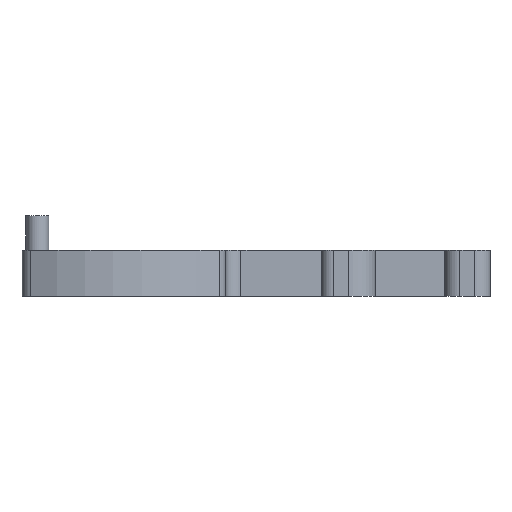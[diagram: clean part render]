
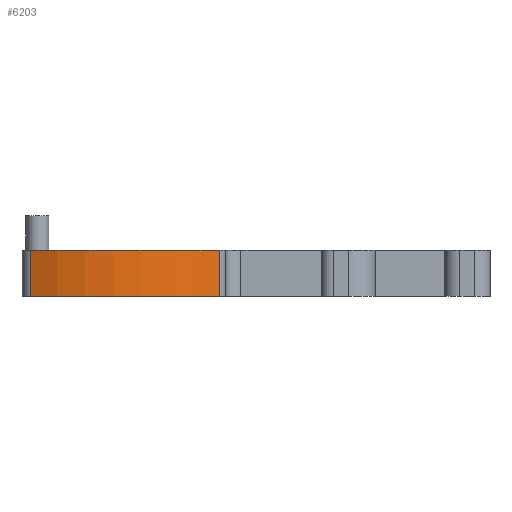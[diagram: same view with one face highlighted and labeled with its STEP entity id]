
A CAD part, left-side view. The second image highlights one B-rep face of the part: STEP entity #6203.
In plain terms, the highlighted cylindrical face has radius 46 mm (diameter 92 mm), a partial arc.
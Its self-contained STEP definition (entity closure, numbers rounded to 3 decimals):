
#35=CYLINDRICAL_SURFACE('',#6450,46.);
#62=CIRCLE('',#6383,46.);
#95=CIRCLE('',#6451,46.);
#833=FACE_OUTER_BOUND('',#1186,.T.);
#1186=EDGE_LOOP('',(#5575,#5576,#5577,#5578));
#1768=LINE('',#11597,#2356);
#1769=LINE('',#11601,#2357);
#2356=VECTOR('',#7485,10.);
#2357=VECTOR('',#7490,10.);
#2916=VERTEX_POINT('',#11419);
#2917=VERTEX_POINT('',#11421);
#2973=VERTEX_POINT('',#11595);
#2974=VERTEX_POINT('',#11599);
#3776=EDGE_CURVE('',#2916,#2917,#62,.F.);
#3861=EDGE_CURVE('',#2973,#2917,#1768,.T.);
#3862=EDGE_CURVE('',#2974,#2973,#95,.F.);
#3863=EDGE_CURVE('',#2974,#2916,#1769,.T.);
#5575=ORIENTED_EDGE('',*,*,#3862,.T.);
#5576=ORIENTED_EDGE('',*,*,#3861,.T.);
#5577=ORIENTED_EDGE('',*,*,#3776,.F.);
#5578=ORIENTED_EDGE('',*,*,#3863,.F.);
#6203=ADVANCED_FACE('',(#833),#35,.T.);
#6383=AXIS2_PLACEMENT_3D('',#11422,#7299,#7300);
#6450=AXIS2_PLACEMENT_3D('',#11598,#7486,#7487);
#6451=AXIS2_PLACEMENT_3D('',#11600,#7488,#7489);
#7299=DIRECTION('center_axis',(0.,0.,-1.));
#7300=DIRECTION('ref_axis',(-0.892,0.452,0.));
#7485=DIRECTION('',(0.,0.,1.));
#7486=DIRECTION('center_axis',(0.,0.,1.));
#7487=DIRECTION('ref_axis',(-0.892,0.452,0.));
#7488=DIRECTION('center_axis',(0.,0.,-1.));
#7489=DIRECTION('ref_axis',(-0.892,0.452,0.));
#7490=DIRECTION('',(0.,0.,1.));
#11419=CARTESIAN_POINT('',(-56.926,-1.168,12.));
#11421=CARTESIAN_POINT('',(-52.028,-50.454,12.));
#11422=CARTESIAN_POINT('Origin',(-15.902,-21.978,12.));
#11595=CARTESIAN_POINT('',(-52.028,-50.454,0.));
#11597=CARTESIAN_POINT('',(-52.028,-50.454,0.));
#11598=CARTESIAN_POINT('Origin',(-15.902,-21.978,0.));
#11599=CARTESIAN_POINT('',(-56.926,-1.168,0.));
#11600=CARTESIAN_POINT('Origin',(-15.902,-21.978,0.));
#11601=CARTESIAN_POINT('',(-56.926,-1.168,0.));
